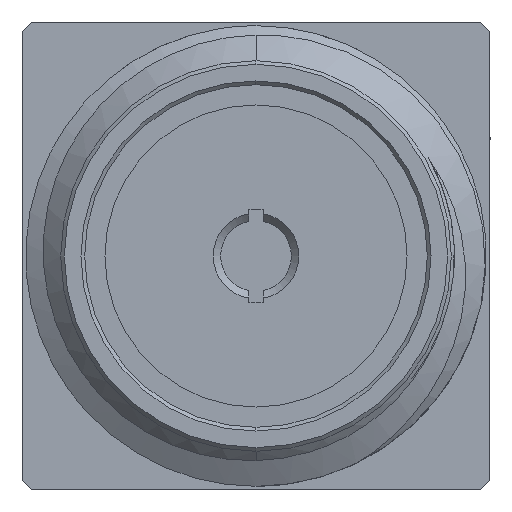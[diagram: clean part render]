
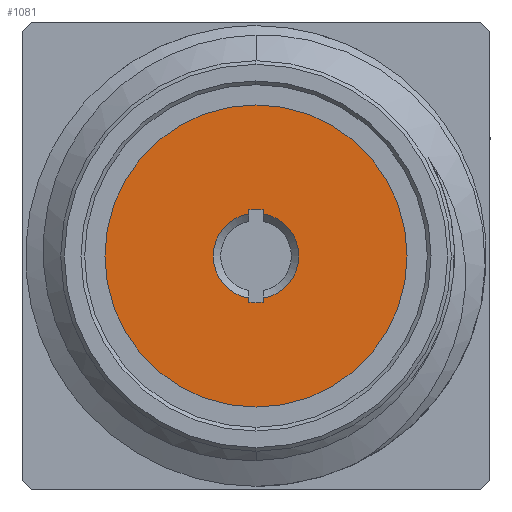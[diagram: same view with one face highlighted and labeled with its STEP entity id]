
A CAD part, left-side view. The second image highlights one B-rep face of the part: STEP entity #1081.
In plain terms, the highlighted planar face has unit normal (-1, 0, 0).
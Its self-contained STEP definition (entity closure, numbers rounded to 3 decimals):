
#11 = DIRECTION ( 'NONE',  ( 1., 0., 0. ) ) ;
#50 = CARTESIAN_POINT ( 'NONE',  ( 2.03, 0., 0. ) ) ;
#66 = EDGE_CURVE ( 'NONE', #2904, #1855, #314, .T. ) ;
#109 = CIRCLE ( 'NONE', #3112, 0.58 ) ;
#177 = EDGE_CURVE ( 'NONE', #2904, #3177, #1108, .T. ) ;
#246 = AXIS2_PLACEMENT_3D ( 'NONE', #1114, #2871, #2090 ) ;
#270 = AXIS2_PLACEMENT_3D ( 'NONE', #50, #2603, #2365 ) ;
#274 = FACE_BOUND ( 'NONE', #2486, .T. ) ;
#307 = DIRECTION ( 'NONE',  ( 1., 0., 0. ) ) ;
#311 = CARTESIAN_POINT ( 'NONE',  ( 2.03, 0.1, -0.571 ) ) ;
#314 = LINE ( 'NONE', #2312, #2041 ) ;
#319 = CARTESIAN_POINT ( 'NONE',  ( 2.03, 0.1, -0.627 ) ) ;
#351 = LINE ( 'NONE', #1067, #2111 ) ;
#358 = LINE ( 'NONE', #1374, #1868 ) ;
#361 = ORIENTED_EDGE ( 'NONE', *, *, #2553, .F. ) ;
#439 = VERTEX_POINT ( 'NONE', #1543 ) ;
#496 = CARTESIAN_POINT ( 'NONE',  ( 2.03, -0.1, -0.725 ) ) ;
#497 = DIRECTION ( 'NONE',  ( 0., 0., 1. ) ) ;
#568 = DIRECTION ( 'NONE',  ( 0., 0., 1. ) ) ;
#625 = CARTESIAN_POINT ( 'NONE',  ( 2.03, 0., 2.05 ) ) ;
#690 = DIRECTION ( 'NONE',  ( 0., 0., 1. ) ) ;
#753 = EDGE_CURVE ( 'NONE', #1623, #2655, #1694, .T. ) ;
#754 = EDGE_CURVE ( 'NONE', #439, #3031, #351, .T. ) ;
#809 = DIRECTION ( 'NONE',  ( 0., 0.834, 0.552 ) ) ;
#912 = AXIS2_PLACEMENT_3D ( 'NONE', #1921, #1953, #690 ) ;
#915 = ORIENTED_EDGE ( 'NONE', *, *, #1300, .T. ) ;
#939 = VECTOR ( 'NONE', #1506, 1000. ) ;
#949 = ORIENTED_EDGE ( 'NONE', *, *, #1153, .T. ) ;
#964 = ORIENTED_EDGE ( 'NONE', *, *, #753, .F. ) ;
#1012 = CARTESIAN_POINT ( 'NONE',  ( 2.03, -0.1, 0.571 ) ) ;
#1024 = VERTEX_POINT ( 'NONE', #1012 ) ;
#1059 = FACE_OUTER_BOUND ( 'NONE', #1254, .T. ) ;
#1066 = AXIS2_PLACEMENT_3D ( 'NONE', #2052, #1518, #809 ) ;
#1067 = CARTESIAN_POINT ( 'NONE',  ( 2.03, 0.1, -0.725 ) ) ;
#1081 = ADVANCED_FACE ( 'NONE', ( #274, #1059 ), #1504, .T. ) ;
#1108 = CIRCLE ( 'NONE', #2889, 0.635 ) ;
#1114 = CARTESIAN_POINT ( 'NONE',  ( 2.03, 0., 0. ) ) ;
#1134 = VERTEX_POINT ( 'NONE', #311 ) ;
#1153 = EDGE_CURVE ( 'NONE', #1134, #439, #109, .T. ) ;
#1254 = EDGE_LOOP ( 'NONE', ( #964, #2395 ) ) ;
#1300 = EDGE_CURVE ( 'NONE', #1024, #1855, #2167, .T. ) ;
#1328 = CARTESIAN_POINT ( 'NONE',  ( 2.03, 0., 0. ) ) ;
#1339 = DIRECTION ( 'NONE',  ( 0., -0.834, -0.552 ) ) ;
#1374 = CARTESIAN_POINT ( 'NONE',  ( 2.03, 0.1, -0.725 ) ) ;
#1397 = CARTESIAN_POINT ( 'NONE',  ( 2.03, 0., 0. ) ) ;
#1418 = CARTESIAN_POINT ( 'NONE',  ( 2.03, 0.1, 0.627 ) ) ;
#1504 = PLANE ( 'NONE',  #1066 ) ;
#1506 = DIRECTION ( 'NONE',  ( 0., 0., 1. ) ) ;
#1518 = DIRECTION ( 'NONE',  ( -1., 0., 0. ) ) ;
#1543 = CARTESIAN_POINT ( 'NONE',  ( 2.03, 0.1, 0.571 ) ) ;
#1623 = VERTEX_POINT ( 'NONE', #2270 ) ;
#1632 = CARTESIAN_POINT ( 'NONE',  ( 2.03, -0.1, -0.627 ) ) ;
#1694 = CIRCLE ( 'NONE', #270, 2.05 ) ;
#1717 = CARTESIAN_POINT ( 'NONE',  ( 2.03, -0.1, 0.627 ) ) ;
#1809 = ORIENTED_EDGE ( 'NONE', *, *, #66, .F. ) ;
#1824 = DIRECTION ( 'NONE',  ( 0., -0.834, -0.552 ) ) ;
#1855 = VERTEX_POINT ( 'NONE', #2182 ) ;
#1867 = ORIENTED_EDGE ( 'NONE', *, *, #2179, .T. ) ;
#1868 = VECTOR ( 'NONE', #3188, 1000. ) ;
#1921 = CARTESIAN_POINT ( 'NONE',  ( 2.03, 0., 0. ) ) ;
#1953 = DIRECTION ( 'NONE',  ( 1., 0., 0. ) ) ;
#1992 = VERTEX_POINT ( 'NONE', #1717 ) ;
#2041 = VECTOR ( 'NONE', #497, 1000. ) ;
#2048 = ORIENTED_EDGE ( 'NONE', *, *, #754, .T. ) ;
#2052 = CARTESIAN_POINT ( 'NONE',  ( 2.03, 0.35, -0.53 ) ) ;
#2081 = CARTESIAN_POINT ( 'NONE',  ( 2.03, 0., 0. ) ) ;
#2090 = DIRECTION ( 'NONE',  ( 0., -0.834, -0.552 ) ) ;
#2111 = VECTOR ( 'NONE', #568, 1000. ) ;
#2167 = CIRCLE ( 'NONE', #912, 0.58 ) ;
#2179 = EDGE_CURVE ( 'NONE', #3031, #1992, #3034, .T. ) ;
#2182 = CARTESIAN_POINT ( 'NONE',  ( 2.03, -0.1, -0.571 ) ) ;
#2270 = CARTESIAN_POINT ( 'NONE',  ( 2.03, 0., -2.05 ) ) ;
#2312 = CARTESIAN_POINT ( 'NONE',  ( 2.03, -0.1, -0.725 ) ) ;
#2365 = DIRECTION ( 'NONE',  ( 0., -0.834, -0.552 ) ) ;
#2395 = ORIENTED_EDGE ( 'NONE', *, *, #2867, .F. ) ;
#2445 = AXIS2_PLACEMENT_3D ( 'NONE', #2081, #307, #1339 ) ;
#2470 = ORIENTED_EDGE ( 'NONE', *, *, #2929, .T. ) ;
#2486 = EDGE_LOOP ( 'NONE', ( #3016, #2470, #949, #2048, #1867, #361, #915, #1809 ) ) ;
#2498 = DIRECTION ( 'NONE',  ( 0., 0., 1. ) ) ;
#2553 = EDGE_CURVE ( 'NONE', #1024, #1992, #2752, .T. ) ;
#2603 = DIRECTION ( 'NONE',  ( 1., 0., 0. ) ) ;
#2655 = VERTEX_POINT ( 'NONE', #625 ) ;
#2660 = CIRCLE ( 'NONE', #2445, 2.05 ) ;
#2752 = LINE ( 'NONE', #496, #939 ) ;
#2867 = EDGE_CURVE ( 'NONE', #2655, #1623, #2660, .T. ) ;
#2871 = DIRECTION ( 'NONE',  ( 1., 0., 0. ) ) ;
#2889 = AXIS2_PLACEMENT_3D ( 'NONE', #1397, #3165, #1824 ) ;
#2904 = VERTEX_POINT ( 'NONE', #1632 ) ;
#2929 = EDGE_CURVE ( 'NONE', #3177, #1134, #358, .T. ) ;
#3016 = ORIENTED_EDGE ( 'NONE', *, *, #177, .T. ) ;
#3031 = VERTEX_POINT ( 'NONE', #1418 ) ;
#3034 = CIRCLE ( 'NONE', #246, 0.635 ) ;
#3112 = AXIS2_PLACEMENT_3D ( 'NONE', #1328, #11, #2498 ) ;
#3165 = DIRECTION ( 'NONE',  ( 1., 0., 0. ) ) ;
#3177 = VERTEX_POINT ( 'NONE', #319 ) ;
#3188 = DIRECTION ( 'NONE',  ( 0., 0., 1. ) ) ;
